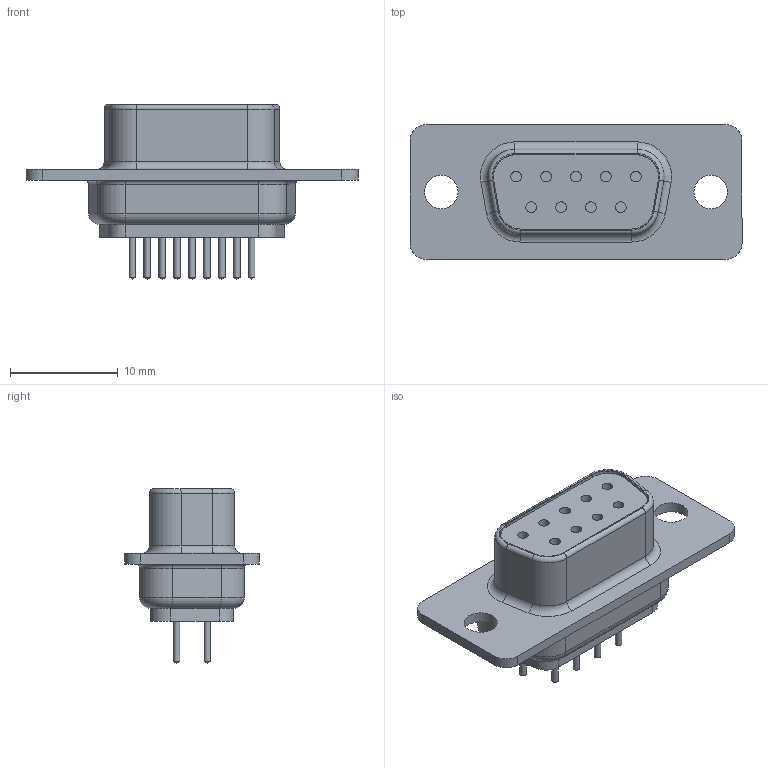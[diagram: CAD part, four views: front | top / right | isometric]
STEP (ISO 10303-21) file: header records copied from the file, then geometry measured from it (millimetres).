
FILE_DESCRIPTION (( 'STEP AP214' ), '1' );
FILE_NAME ('D-Sub_9_Female (K122434007-Stig-Wahlstrom).STEP', '2014-01-13T07:54:05', ( '' ), ( '' ), 'SwSTEP 2.0', 'SolidWorks 2012', '' );
FILE_SCHEMA (( 'AUTOMOTIVE_DESIGN' ));
Length unit declared in the file: millimetre
Products named in the file (1): D-Sub_9_Female (K122434007-Stig-Wahlstrom)
Bounding box: 30.81 x 12.5 x 16.2 mm (x, y, z)
Volume: 1790.9 mm3; surface area: 2207.8 mm2
Topology: 1 solids, 2 shells, 177 faces, 430 edges, 261 vertices
Faces by surface type: cylinder 86, plane 54, torus 28, cone 9
Full cylindrical faces by diameter (mm): 0.6 x9, 1 x9, 3.1 x2
Entity records: 6916 total; most frequent: DIRECTION 926, CARTESIAN_POINT 915, ORIENTED_EDGE 776, EDGE_CURVE 388, AXIS2_PLACEMENT_3D 374, VERTEX_POINT 248, EDGE_LOOP 224, FACE_OUTER_BOUND 197
